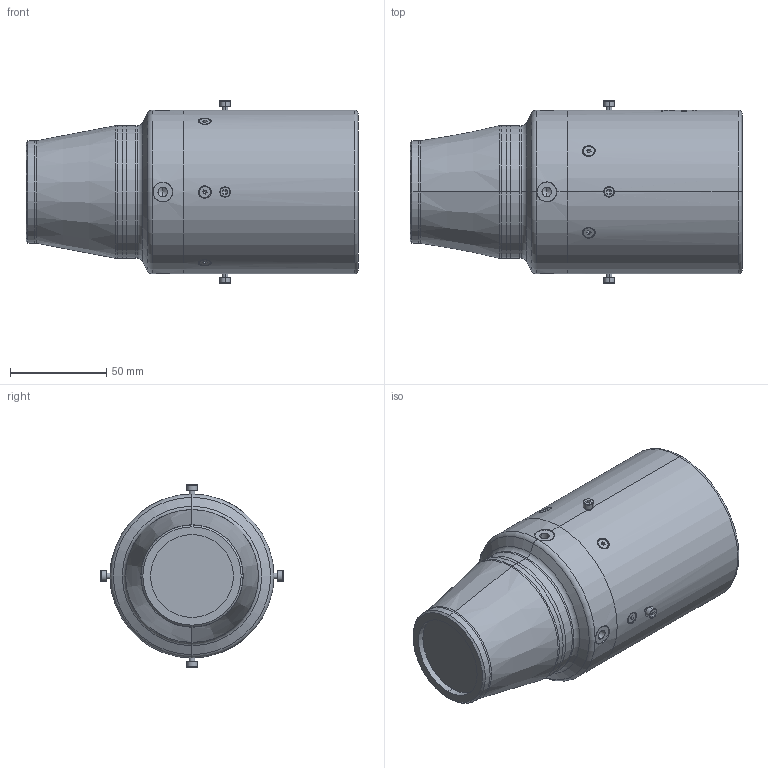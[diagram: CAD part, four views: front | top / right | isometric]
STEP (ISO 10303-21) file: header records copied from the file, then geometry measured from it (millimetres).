
FILE_DESCRIPTION (( 'STEP AP203' ), '1' );
FILE_NAME ('S6ASS2258_02.STEP', '2022-03-18T08:44:16', ( '' ), ( '' ), 'SwSTEP 2.0', 'SolidWorks 2021', '' );
FILE_SCHEMA (( 'CONFIG_CONTROL_DESIGN' ));
Length unit declared in the file: millimetre
Products named in the file (10): S6LMP2258; _DIN 7991 - M3 x 8 --- 8N; 471304_Gravur; 471306; DIN 912 M3 x 6 --- 6N_DIN 912 M3 x 6 --- 6N; 471315; S6ASS2258_02; S6LPK2258; 471307; 471305
Assembly tree (18 placements, depth 2):
  S6ASS2258_02
    S6LPK2258
    S6LMP2258
    471304_Gravur
    471305
    471306
    471307
    DIN 912 M3 x 6 --- 6N_DIN 912 M3 x 6 --- 6N  x4
    _DIN 7991 - M3 x 8 --- 8N  x6
    471315  x2
Bounding box: 172.29 x 95 x 95 mm (x, y, z)
Volume: 253951.9 mm3; surface area: 115052.1 mm2
Topology: 18 solids, 18 shells, 907 faces, 2182 edges, 1349 vertices
Faces by surface type: plane 283, bspline 245, cylinder 183, cone 132, torus 58, sphere 6
Entity records: 53801 total; most frequent: CARTESIAN_POINT 38214, ORIENTED_EDGE 3372, DIRECTION 2225, EDGE_CURVE 1686, VERTEX_POINT 1075, AXIS2_PLACEMENT_3D 900, B_SPLINE_CURVE_WITH_KNOTS 821, EDGE_LOOP 769
